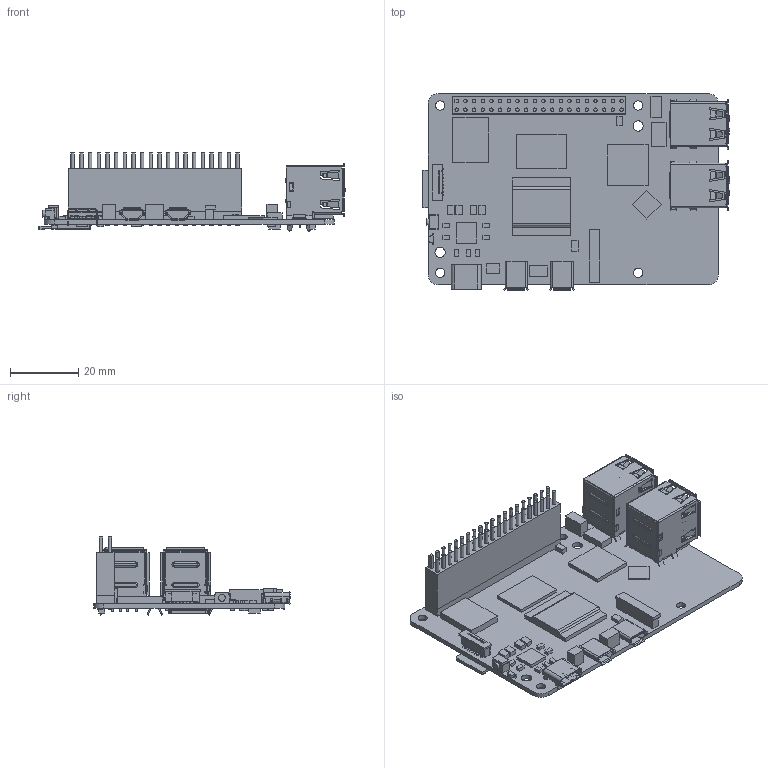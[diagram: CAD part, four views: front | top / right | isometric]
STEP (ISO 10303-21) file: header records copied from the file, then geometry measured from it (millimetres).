
FILE_DESCRIPTION(/* description */ ('STEP AP242','CAx-IF Rec.Pracs.---Representation and Presentation of Product Manufacturing Information (PMI)---4.0---2014-10-13','CAx-IF Rec.Pracs.---3D Tessellated Geometry---0.4---2014-09-14','2;1'),/* implementation_level */ '2;1');
FILE_NAME(/* name */ '654c6abcccd4854cd6312151',/* time_stamp */ '2023-11-09T05:14:38Z',/* author */ (''),/* organization */ (''),/* preprocessor_version */ 'ST-DEVELOPER v19.4',/* originating_system */ ' ',/* authorisation */ ' ');
FILE_SCHEMA (('AP242_MANAGED_MODEL_BASED_3D_ENGINEERING_MIM_LF { 1 0 10303 442 1 1 4 }'));
Products named in the file (44): RP-004882-DD - Pi 5 Mechanical Reference 3D model Iss1; PCB_for REF 060923; SWITCH for REF; SD CARD for REF; PCIe for REF; Micro HDMI for REF; UART for REF; GPIO Header for REF; LED for REF; USB-C for REF; BAT Header for REF; USB for REF; CAM-DISP for REF; FAN Header for REF
Assembly tree (45 placements, depth 2):
  RP-004882-DD - Pi 5 Mechanical Reference 3D model Iss1
    PCB_for REF 060923
    PCB_for REF 060923
    PCB_for REF 060923
    SWITCH for REF
    PCB_for REF 060923
    SD CARD for REF
    PCIe for REF
    Micro HDMI for REF  x2
    PCB_for REF 060923
    UART for REF
    GPIO Header for REF
    GPIO Header for REF
    SD CARD for REF
    LED for REF
    SWITCH for REF
    PCB_for REF 060923
    PCB_for REF 060923
    PCB_for REF 060923
    USB-C for REF
    PCB_for REF 060923
    PCB_for REF 060923
    PCB_for REF 060923
    PCB_for REF 060923
    PCB_for REF 060923
    PCB_for REF 060923
    BAT Header for REF
    PCB_for REF 060923
    PCB_for REF 060923
    PCB_for REF 060923
    PCB_for REF 060923
    PCB_for REF 060923
    PCB_for REF 060923
    PCB_for REF 060923
    PCB_for REF 060923
    USB for REF  x2
    PCB_for REF 060923
    PCB_for REF 060923
    PCB_for REF 060923
    CAM-DISP for REF
    FAN Header for REF
    PCB_for REF 060923
    PCB_for REF 060923
    PCB_for REF 060923
Bounding box: 90 x 57.66 x 22.84 mm (x, y, z)
Volume: 17305.5 mm3; surface area: 25873.4 mm2
Topology: 45 solids, 45 shells, 2932 faces, 7772 edges, 5125 vertices
Faces by surface type: plane 2082, cylinder 827, torus 15, bspline 8
Full cylindrical faces by diameter (mm): 1 x156, 2 x1, 2.7 x4, 3 x2
Entity records: 69693 total; most frequent: CARTESIAN_POINT 12123, DIRECTION 11624, ORIENTED_EDGE 11450, EDGE_CURVE 5725, LINE 4408, VECTOR 4408, VERTEX_POINT 3887, AXIS2_PLACEMENT_3D 3608
